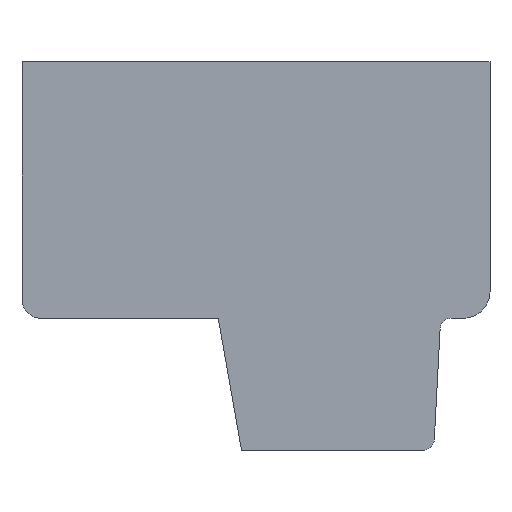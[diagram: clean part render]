
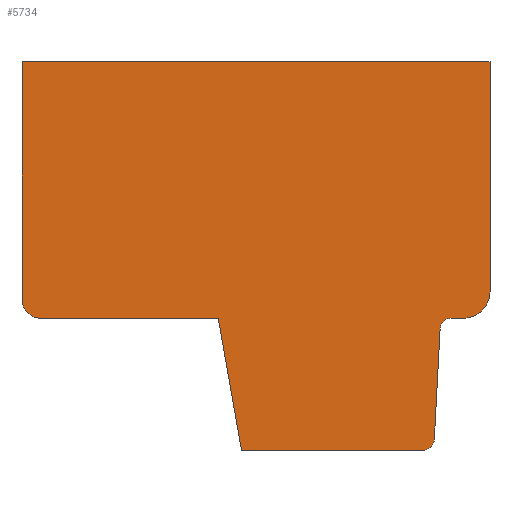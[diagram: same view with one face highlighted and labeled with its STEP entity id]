
A CAD part, front view. The second image highlights one B-rep face of the part: STEP entity #5734.
In plain terms, the highlighted planar face has unit normal (0, -1, 0).
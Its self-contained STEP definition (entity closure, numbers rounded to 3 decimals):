
#1=DIRECTION('',(0.,0.,1.));
#2=VECTOR('',#1,6.3);
#3=CARTESIAN_POINT('',(-6.2,0.,-1.15));
#4=LINE('',#3,#2);
#5=DIRECTION('',(1.,0.,0.));
#6=VECTOR('',#5,12.4);
#7=CARTESIAN_POINT('',(-6.2,0.,5.15));
#8=LINE('',#7,#6);
#9=DIRECTION('',(0.,0.,-1.));
#10=VECTOR('',#9,6.1);
#11=CARTESIAN_POINT('',(6.2,0.,5.15));
#12=LINE('',#11,#10);
#13=CARTESIAN_POINT('',(5.5,0.,-0.95));
#14=DIRECTION('',(0.,1.,0.));
#15=DIRECTION('',(1.,0.,0.));
#16=AXIS2_PLACEMENT_3D('',#13,#14,#15);
#18=DIRECTION('',(-1.,0.,0.));
#19=VECTOR('',#18,0.323);
#20=CARTESIAN_POINT('',(5.5,0.,-1.65));
#21=LINE('',#20,#19);
#22=CARTESIAN_POINT('',(5.177,0.,-1.95));
#23=DIRECTION('',(0.,-1.,0.));
#24=DIRECTION('',(0.,0.,1.));
#25=AXIS2_PLACEMENT_3D('',#22,#23,#24);
#27=DIRECTION('',(-0.052,0.,-0.999));
#28=VECTOR('',#27,2.904);
#29=CARTESIAN_POINT('',(4.877,0.,-1.95));
#30=LINE('',#29,#28);
#31=CARTESIAN_POINT('',(4.425,0.,-4.85));
#32=DIRECTION('',(0.,1.,0.));
#33=DIRECTION('',(1.,0.,0.));
#34=AXIS2_PLACEMENT_3D('',#31,#32,#33);
#36=DIRECTION('',(-1.,0.,0.));
#37=VECTOR('',#36,4.808);
#38=CARTESIAN_POINT('',(4.425,0.,-5.15));
#39=LINE('',#38,#37);
#40=DIRECTION('',(-0.174,0.,0.985));
#41=VECTOR('',#40,3.554);
#42=CARTESIAN_POINT('',(-0.383,0.,-5.15));
#43=LINE('',#42,#41);
#44=DIRECTION('',(-1.,0.,0.));
#45=VECTOR('',#44,4.7);
#46=CARTESIAN_POINT('',(-1.,0.,-1.65));
#47=LINE('',#46,#45);
#48=CARTESIAN_POINT('',(-5.7,0.,-1.15));
#49=DIRECTION('',(0.,1.,0.));
#50=DIRECTION('',(0.,0.,-1.));
#51=AXIS2_PLACEMENT_3D('',#48,#49,#50);
#4339=CARTESIAN_POINT('',(-6.2,0.,-1.15));
#4340=CARTESIAN_POINT('',(-6.2,0.,5.15));
#4341=VERTEX_POINT('',#4339);
#4342=VERTEX_POINT('',#4340);
#4343=CARTESIAN_POINT('',(6.2,0.,5.15));
#4344=VERTEX_POINT('',#4343);
#4345=CARTESIAN_POINT('',(6.2,0.,-0.95));
#4346=VERTEX_POINT('',#4345);
#4347=CARTESIAN_POINT('',(5.5,0.,-1.65));
#4348=VERTEX_POINT('',#4347);
#4349=CARTESIAN_POINT('',(5.177,0.,-1.65));
#4350=VERTEX_POINT('',#4349);
#4351=CARTESIAN_POINT('',(4.877,0.,-1.95));
#4352=VERTEX_POINT('',#4351);
#4353=CARTESIAN_POINT('',(4.725,0.,-4.85));
#4354=VERTEX_POINT('',#4353);
#4355=CARTESIAN_POINT('',(4.425,0.,-5.15));
#4356=VERTEX_POINT('',#4355);
#4357=CARTESIAN_POINT('',(-0.383,0.,-5.15));
#4358=VERTEX_POINT('',#4357);
#4359=CARTESIAN_POINT('',(-1.,0.,-1.65));
#4360=VERTEX_POINT('',#4359);
#4361=CARTESIAN_POINT('',(-5.7,0.,-1.65));
#4362=VERTEX_POINT('',#4361);
#5703=CARTESIAN_POINT('',(0.,0.,0.));
#5704=DIRECTION('',(0.,1.,0.));
#5705=DIRECTION('',(1.,0.,0.));
#5706=AXIS2_PLACEMENT_3D('',#5703,#5704,#5705);
#5707=PLANE('',#5706);
#5709=ORIENTED_EDGE('',*,*,#5708,.T.);
#5711=ORIENTED_EDGE('',*,*,#5710,.T.);
#5713=ORIENTED_EDGE('',*,*,#5712,.T.);
#5715=ORIENTED_EDGE('',*,*,#5714,.T.);
#5717=ORIENTED_EDGE('',*,*,#5716,.T.);
#5719=ORIENTED_EDGE('',*,*,#5718,.T.);
#5721=ORIENTED_EDGE('',*,*,#5720,.T.);
#5723=ORIENTED_EDGE('',*,*,#5722,.T.);
#5725=ORIENTED_EDGE('',*,*,#5724,.T.);
#5727=ORIENTED_EDGE('',*,*,#5726,.T.);
#5729=ORIENTED_EDGE('',*,*,#5728,.T.);
#5731=ORIENTED_EDGE('',*,*,#5730,.T.);
#5732=EDGE_LOOP('',(#5709,#5711,#5713,#5715,#5717,#5719,#5721,#5723,#5725,#5727,
#5729,#5731));
#5733=FACE_OUTER_BOUND('',#5732,.F.);
#5734=ADVANCED_FACE('',(#5733),#5707,.F.);
#17=CIRCLE('',#16,0.7);
#26=CIRCLE('',#25,0.3);
#35=CIRCLE('',#34,0.3);
#52=CIRCLE('',#51,0.5);
#5708=EDGE_CURVE('',#4341,#4342,#4,.T.);
#5710=EDGE_CURVE('',#4342,#4344,#8,.T.);
#5712=EDGE_CURVE('',#4344,#4346,#12,.T.);
#5714=EDGE_CURVE('',#4346,#4348,#17,.T.);
#5716=EDGE_CURVE('',#4348,#4350,#21,.T.);
#5718=EDGE_CURVE('',#4350,#4352,#26,.T.);
#5720=EDGE_CURVE('',#4352,#4354,#30,.T.);
#5722=EDGE_CURVE('',#4354,#4356,#35,.T.);
#5724=EDGE_CURVE('',#4356,#4358,#39,.T.);
#5726=EDGE_CURVE('',#4358,#4360,#43,.T.);
#5728=EDGE_CURVE('',#4360,#4362,#47,.T.);
#5730=EDGE_CURVE('',#4362,#4341,#52,.T.);
